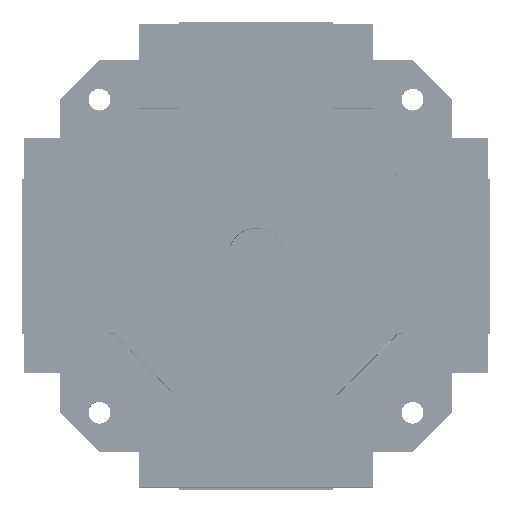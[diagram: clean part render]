
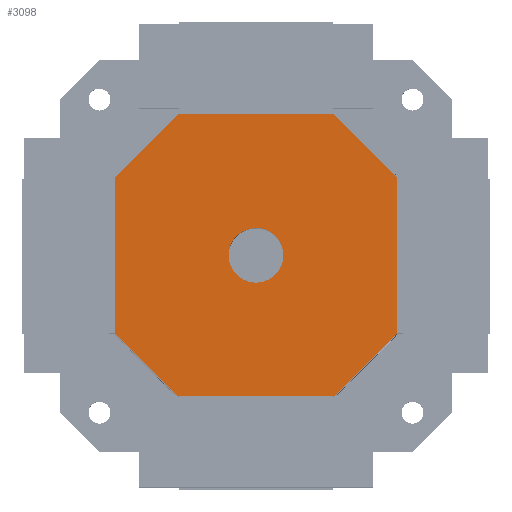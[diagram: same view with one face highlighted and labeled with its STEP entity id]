
A CAD part, top view. The second image highlights one B-rep face of the part: STEP entity #3098.
In plain terms, the highlighted planar face has unit normal (0, 0, 1).
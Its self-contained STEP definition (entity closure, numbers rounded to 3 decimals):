
#3098 = ADVANCED_FACE( '', ( #6703, #6704 ), #6705, .T. );
#6703 = FACE_OUTER_BOUND( '', #10638, .T. );
#6704 = FACE_BOUND( '', #10639, .T. );
#6705 = PLANE( '', #10640 );
#10638 = EDGE_LOOP( '', ( #26094, #26095, #26096, #26097, #26098, #26099, #26100, #26101 ) );
#10639 = EDGE_LOOP( '', ( #26102 ) );
#10640 = AXIS2_PLACEMENT_3D( '', #26103, #26104, #26105 );
#26094 = ORIENTED_EDGE( '', *, *, #30571, .F. );
#26095 = ORIENTED_EDGE( '', *, *, #30572, .T. );
#26096 = ORIENTED_EDGE( '', *, *, #30573, .F. );
#26097 = ORIENTED_EDGE( '', *, *, #30574, .T. );
#26098 = ORIENTED_EDGE( '', *, *, #30575, .F. );
#26099 = ORIENTED_EDGE( '', *, *, #30576, .T. );
#26100 = ORIENTED_EDGE( '', *, *, #30577, .F. );
#26101 = ORIENTED_EDGE( '', *, *, #30578, .T. );
#26102 = ORIENTED_EDGE( '', *, *, #30579, .T. );
#26103 = CARTESIAN_POINT( '', ( -90., -90., 150. ) );
#26104 = DIRECTION( '', ( 0., 0., 1. ) );
#26105 = DIRECTION( '', ( 1., 0., 0. ) );
#30571 = EDGE_CURVE( '', #37915, #37916, #37917, .T. );
#30572 = EDGE_CURVE( '', #37915, #37918, #37919, .T. );
#30573 = EDGE_CURVE( '', #37920, #37918, #37921, .T. );
#30574 = EDGE_CURVE( '', #37920, #37922, #37923, .T. );
#30575 = EDGE_CURVE( '', #37924, #37922, #37925, .T. );
#30576 = EDGE_CURVE( '', #37924, #37926, #37927, .T. );
#30577 = EDGE_CURVE( '', #37928, #37926, #37929, .T. );
#30578 = EDGE_CURVE( '', #37928, #37916, #37930, .T. );
#30579 = EDGE_CURVE( '', #37931, #37931, #37932, .T. );
#37915 = VERTEX_POINT( '', #52315 );
#37916 = VERTEX_POINT( '', #52316 );
#37917 = LINE( '', #52317, #52318 );
#37918 = VERTEX_POINT( '', #52319 );
#37919 = LINE( '', #52320, #52321 );
#37920 = VERTEX_POINT( '', #52322 );
#37921 = LINE( '', #52323, #52324 );
#37922 = VERTEX_POINT( '', #52325 );
#37923 = LINE( '', #52326, #52327 );
#37924 = VERTEX_POINT( '', #52328 );
#37925 = LINE( '', #52329, #52330 );
#37926 = VERTEX_POINT( '', #52331 );
#37927 = LINE( '', #52332, #52333 );
#37928 = VERTEX_POINT( '', #52334 );
#37929 = LINE( '', #52335, #52336 );
#37930 = LINE( '', #52337, #52338 );
#37931 = VERTEX_POINT( '', #52339 );
#37932 = CIRCLE( '', #52340, 17.5 );
#52315 = CARTESIAN_POINT( '', ( 90., -50., 150. ) );
#52316 = CARTESIAN_POINT( '', ( 50., -90., 150. ) );
#52317 = CARTESIAN_POINT( '', ( 90., -50., 150. ) );
#52318 = VECTOR( '', #57386, 1000. );
#52319 = CARTESIAN_POINT( '', ( 90., 50., 150. ) );
#52320 = CARTESIAN_POINT( '', ( 90., -90., 150. ) );
#52321 = VECTOR( '', #57387, 1000. );
#52322 = CARTESIAN_POINT( '', ( 50., 90., 150. ) );
#52323 = CARTESIAN_POINT( '', ( 50., 90., 150. ) );
#52324 = VECTOR( '', #57388, 1000. );
#52325 = CARTESIAN_POINT( '', ( -50., 90., 150. ) );
#52326 = CARTESIAN_POINT( '', ( 90., 90., 150. ) );
#52327 = VECTOR( '', #57389, 1000. );
#52328 = CARTESIAN_POINT( '', ( -90., 50., 150. ) );
#52329 = CARTESIAN_POINT( '', ( -90., 50., 150. ) );
#52330 = VECTOR( '', #57390, 1000. );
#52331 = CARTESIAN_POINT( '', ( -90., -50., 150. ) );
#52332 = CARTESIAN_POINT( '', ( -90., 90., 150. ) );
#52333 = VECTOR( '', #57391, 1000. );
#52334 = CARTESIAN_POINT( '', ( -50., -90., 150. ) );
#52335 = CARTESIAN_POINT( '', ( -50., -90., 150. ) );
#52336 = VECTOR( '', #57392, 1000. );
#52337 = CARTESIAN_POINT( '', ( -90., -90., 150. ) );
#52338 = VECTOR( '', #57393, 1000. );
#52339 = CARTESIAN_POINT( '', ( 17.5, 0., 150. ) );
#52340 = AXIS2_PLACEMENT_3D( '', #57394, #57395, #57396 );
#57386 = DIRECTION( '', ( -0.707, -0.707, 0. ) );
#57387 = DIRECTION( '', ( 0., 1., 0. ) );
#57388 = DIRECTION( '', ( 0.707, -0.707, 0. ) );
#57389 = DIRECTION( '', ( -1., 0., 0. ) );
#57390 = DIRECTION( '', ( 0.707, 0.707, 0. ) );
#57391 = DIRECTION( '', ( 0., -1., 0. ) );
#57392 = DIRECTION( '', ( -0.707, 0.707, 0. ) );
#57393 = DIRECTION( '', ( 1., 0., 0. ) );
#57394 = CARTESIAN_POINT( '', ( 0., 0., 150. ) );
#57395 = DIRECTION( '', ( 0., 0., -1. ) );
#57396 = DIRECTION( '', ( 1., 0., 0. ) );
